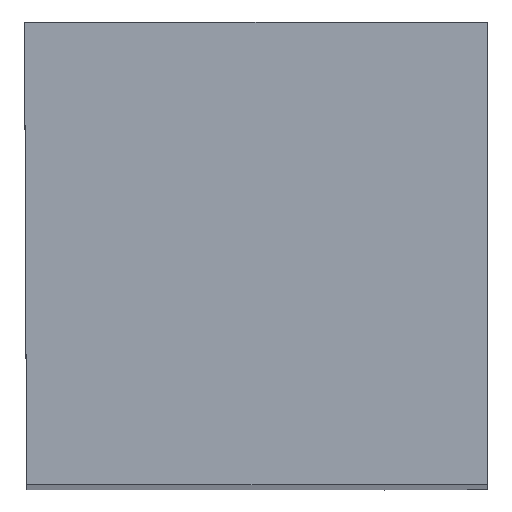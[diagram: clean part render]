
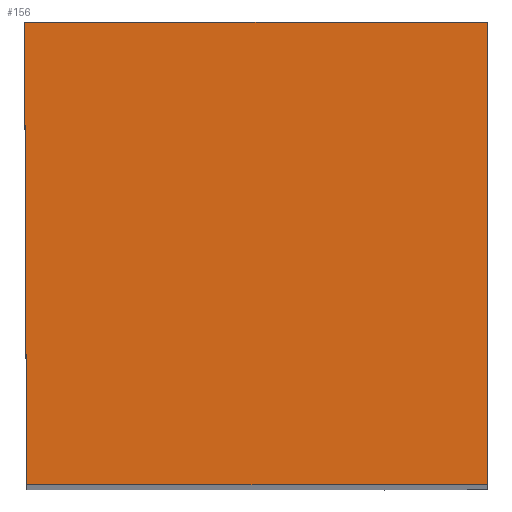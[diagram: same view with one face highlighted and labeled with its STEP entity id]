
A CAD part, top view. The second image highlights one B-rep face of the part: STEP entity #156.
In plain terms, the highlighted planar face has unit normal (0, 0, 1).
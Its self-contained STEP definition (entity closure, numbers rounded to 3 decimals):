
#125=FACE_OUTER_BOUND('',#354,.T.);
#156=ADVANCED_FACE('BLANK_BOXF006',(#125),#181,.F.);
#181=PLANE('',#777);
#206=LINE('',#1119,#262);
#221=LINE('',#1149,#277);
#229=LINE('',#1166,#285);
#233=LINE('',#1173,#289);
#262=VECTOR('',#877,1.);
#277=VECTOR('',#896,1.);
#285=VECTOR('',#910,1.);
#289=VECTOR('',#916,1.);
#354=EDGE_LOOP('',(#486,#487,#488,#489));
#486=ORIENTED_EDGE('',*,*,#633,.T.);
#487=ORIENTED_EDGE('',*,*,#629,.T.);
#488=ORIENTED_EDGE('',*,*,#605,.T.);
#489=ORIENTED_EDGE('',*,*,#620,.T.);
#543=VERTEX_POINT('',#1118);
#544=VERTEX_POINT('',#1120);
#556=VERTEX_POINT('',#1148);
#563=VERTEX_POINT('',#1167);
#605=EDGE_CURVE('',#544,#543,#206,.T.);
#620=EDGE_CURVE('',#543,#556,#221,.T.);
#629=EDGE_CURVE('',#563,#544,#229,.T.);
#633=EDGE_CURVE('',#556,#563,#233,.T.);
#777=AXIS2_PLACEMENT_3D('',#1197,#943,#944);
#877=DIRECTION('',(0.004,-1.,0.));
#896=DIRECTION('',(1.,0.,0.));
#910=DIRECTION('',(-1.,0.,0.));
#916=DIRECTION('',(0.,1.,0.));
#943=DIRECTION('',(0.,0.,-1.));
#944=DIRECTION('',(1.,0.,0.));
#1118=CARTESIAN_POINT('',(0.069,0.,0.));
#1119=CARTESIAN_POINT('',(-0.412,110.349,0.));
#1120=CARTESIAN_POINT('',(0.,15.875,0.));
#1148=CARTESIAN_POINT('',(15.875,0.,0.));
#1149=CARTESIAN_POINT('',(-110.35,0.,0.));
#1166=CARTESIAN_POINT('',(110.35,15.875,0.));
#1167=CARTESIAN_POINT('',(15.875,15.875,0.));
#1173=CARTESIAN_POINT('',(15.875,-110.35,0.));
#1197=CARTESIAN_POINT('',(20.875,-5.,0.));
